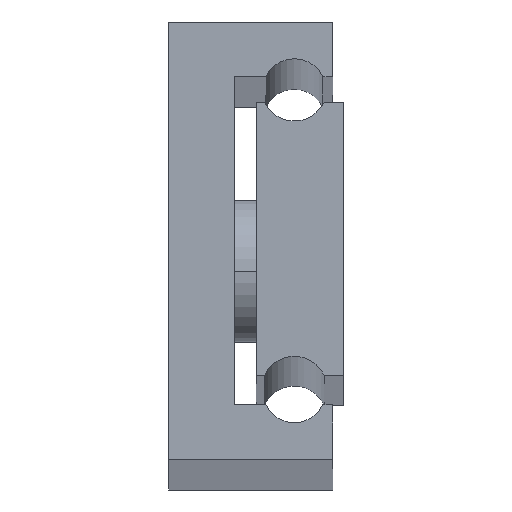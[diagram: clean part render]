
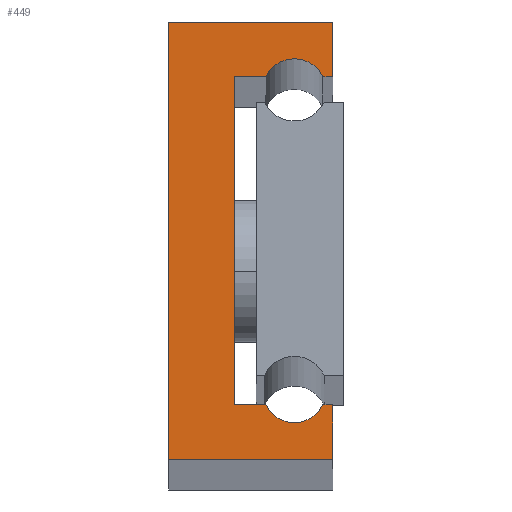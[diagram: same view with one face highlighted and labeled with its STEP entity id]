
A CAD part, top view. The second image highlights one B-rep face of the part: STEP entity #449.
In plain terms, the highlighted planar face has unit normal (0, 0, 1).
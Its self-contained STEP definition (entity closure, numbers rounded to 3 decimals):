
#4 = CARTESIAN_POINT ( 'NONE',  ( 11.5, 6.25, 800. ) ) ;
#14 = CARTESIAN_POINT ( 'NONE',  ( 15., 5., 800. ) ) ;
#18 = LINE ( 'NONE', #1868, #1904 ) ;
#31 = ORIENTED_EDGE ( 'NONE', *, *, #881, .T. ) ;
#70 = CARTESIAN_POINT ( 'NONE',  ( 15., 40., 800. ) ) ;
#75 = CARTESIAN_POINT ( 'NONE',  ( 14.105, 35., 800. ) ) ;
#107 = DIRECTION ( 'NONE',  ( -1., 0., 0. ) ) ;
#115 = LINE ( 'NONE', #1636, #1605 ) ;
#118 = VECTOR ( 'NONE', #952, 1000. ) ;
#122 = VERTEX_POINT ( 'NONE', #607 ) ;
#127 = DIRECTION ( 'NONE',  ( 0., 1., 0. ) ) ;
#138 = CARTESIAN_POINT ( 'NONE',  ( 8.895, 5., 800. ) ) ;
#162 = CARTESIAN_POINT ( 'NONE',  ( 8.895, 35., 800. ) ) ;
#181 = ORIENTED_EDGE ( 'NONE', *, *, #671, .T. ) ;
#187 = CARTESIAN_POINT ( 'NONE',  ( 6., 5., 800. ) ) ;
#191 = LINE ( 'NONE', #14, #1487 ) ;
#199 = CARTESIAN_POINT ( 'NONE',  ( 6., 5., 800. ) ) ;
#204 = VERTEX_POINT ( 'NONE', #993 ) ;
#231 = CARTESIAN_POINT ( 'NONE',  ( 0., 40., 800. ) ) ;
#430 = ORIENTED_EDGE ( 'NONE', *, *, #1714, .T. ) ;
#436 = LINE ( 'NONE', #616, #118 ) ;
#449 = ADVANCED_FACE ( 'NONE', ( #1959 ), #2147, .F. ) ;
#451 = EDGE_CURVE ( 'NONE', #1402, #1894, #2158, .T. ) ;
#469 = CARTESIAN_POINT ( 'NONE',  ( 15., 5., 800. ) ) ;
#472 = DIRECTION ( 'NONE',  ( 1., 0., 0. ) ) ;
#514 = VECTOR ( 'NONE', #1417, 1000. ) ;
#563 = VERTEX_POINT ( 'NONE', #1640 ) ;
#565 = CARTESIAN_POINT ( 'NONE',  ( 11.5, 33.75, 800. ) ) ;
#568 = ORIENTED_EDGE ( 'NONE', *, *, #451, .T. ) ;
#583 = EDGE_CURVE ( 'NONE', #750, #845, #191, .T. ) ;
#589 = AXIS2_PLACEMENT_3D ( 'NONE', #1136, #1335, #998 ) ;
#607 = CARTESIAN_POINT ( 'NONE',  ( 15., 35., 800. ) ) ;
#616 = CARTESIAN_POINT ( 'NONE',  ( 15., 0., 800. ) ) ;
#663 = DIRECTION ( 'NONE',  ( 1., 0., 0. ) ) ;
#671 = EDGE_CURVE ( 'NONE', #845, #1402, #975, .T. ) ;
#703 = DIRECTION ( 'NONE',  ( 0., 1., 0. ) ) ;
#727 = DIRECTION ( 'NONE',  ( 0., 0., -1. ) ) ;
#733 = EDGE_CURVE ( 'NONE', #1394, #750, #436, .T. ) ;
#734 = LINE ( 'NONE', #187, #1217 ) ;
#745 = LINE ( 'NONE', #70, #1969 ) ;
#750 = VERTEX_POINT ( 'NONE', #469 ) ;
#766 = LINE ( 'NONE', #2042, #514 ) ;
#807 = VERTEX_POINT ( 'NONE', #1156 ) ;
#827 = DIRECTION ( 'NONE',  ( 1., 0., 0. ) ) ;
#833 = VERTEX_POINT ( 'NONE', #75 ) ;
#845 = VERTEX_POINT ( 'NONE', #1741 ) ;
#868 = EDGE_CURVE ( 'NONE', #563, #1926, #766, .T. ) ;
#881 = EDGE_CURVE ( 'NONE', #807, #833, #1579, .T. ) ;
#919 = CARTESIAN_POINT ( 'NONE',  ( 15., 40., 800. ) ) ;
#952 = DIRECTION ( 'NONE',  ( 0., 1., 0. ) ) ;
#957 = CARTESIAN_POINT ( 'NONE',  ( 15., 0., 800. ) ) ;
#975 = CIRCLE ( 'NONE', #1249, 2.89 ) ;
#991 = LINE ( 'NONE', #162, #1405 ) ;
#993 = CARTESIAN_POINT ( 'NONE',  ( 6., 35., 800. ) ) ;
#998 = DIRECTION ( 'NONE',  ( -1., 0., 0. ) ) ;
#1067 = EDGE_CURVE ( 'NONE', #1674, #563, #1264, .T. ) ;
#1072 = EDGE_CURVE ( 'NONE', #1926, #1394, #18, .T. ) ;
#1136 = CARTESIAN_POINT ( 'NONE',  ( 11.5, 33.75, 800. ) ) ;
#1156 = CARTESIAN_POINT ( 'NONE',  ( 8.895, 35., 800. ) ) ;
#1179 = DIRECTION ( 'NONE',  ( -1., 0., 0. ) ) ;
#1217 = VECTOR ( 'NONE', #703, 1000. ) ;
#1249 = AXIS2_PLACEMENT_3D ( 'NONE', #4, #727, #1696 ) ;
#1264 = LINE ( 'NONE', #231, #1278 ) ;
#1278 = VECTOR ( 'NONE', #2101, 1000. ) ;
#1335 = DIRECTION ( 'NONE',  ( 0., 0., -1. ) ) ;
#1374 = ORIENTED_EDGE ( 'NONE', *, *, #1067, .T. ) ;
#1394 = VERTEX_POINT ( 'NONE', #957 ) ;
#1402 = VERTEX_POINT ( 'NONE', #1960 ) ;
#1405 = VECTOR ( 'NONE', #472, 1000. ) ;
#1417 = DIRECTION ( 'NONE',  ( 0., -1., 0. ) ) ;
#1440 = EDGE_LOOP ( 'NONE', ( #1991, #1591, #1816, #2104, #181, #568, #1708, #1566, #31, #1707, #430, #1374 ) ) ;
#1487 = VECTOR ( 'NONE', #1179, 1000. ) ;
#1546 = AXIS2_PLACEMENT_3D ( 'NONE', #565, #2087, #1729 ) ;
#1566 = ORIENTED_EDGE ( 'NONE', *, *, #1745, .T. ) ;
#1579 = CIRCLE ( 'NONE', #1546, 2.89 ) ;
#1583 = VECTOR ( 'NONE', #107, 1000. ) ;
#1591 = ORIENTED_EDGE ( 'NONE', *, *, #1072, .T. ) ;
#1605 = VECTOR ( 'NONE', #827, 1000. ) ;
#1636 = CARTESIAN_POINT ( 'NONE',  ( 15., 35., 800. ) ) ;
#1640 = CARTESIAN_POINT ( 'NONE',  ( 0., 40., 800. ) ) ;
#1674 = VERTEX_POINT ( 'NONE', #919 ) ;
#1696 = DIRECTION ( 'NONE',  ( 1., 0., 0. ) ) ;
#1707 = ORIENTED_EDGE ( 'NONE', *, *, #1843, .T. ) ;
#1708 = ORIENTED_EDGE ( 'NONE', *, *, #1915, .T. ) ;
#1714 = EDGE_CURVE ( 'NONE', #122, #1674, #745, .T. ) ;
#1729 = DIRECTION ( 'NONE',  ( -1., 0., 0. ) ) ;
#1741 = CARTESIAN_POINT ( 'NONE',  ( 14.105, 5., 800. ) ) ;
#1745 = EDGE_CURVE ( 'NONE', #204, #807, #991, .T. ) ;
#1816 = ORIENTED_EDGE ( 'NONE', *, *, #733, .T. ) ;
#1843 = EDGE_CURVE ( 'NONE', #833, #122, #115, .T. ) ;
#1868 = CARTESIAN_POINT ( 'NONE',  ( 0., 0., 800. ) ) ;
#1875 = CARTESIAN_POINT ( 'NONE',  ( 0., 0., 800. ) ) ;
#1894 = VERTEX_POINT ( 'NONE', #199 ) ;
#1904 = VECTOR ( 'NONE', #663, 1000. ) ;
#1915 = EDGE_CURVE ( 'NONE', #1894, #204, #734, .T. ) ;
#1926 = VERTEX_POINT ( 'NONE', #1875 ) ;
#1959 = FACE_OUTER_BOUND ( 'NONE', #1440, .T. ) ;
#1960 = CARTESIAN_POINT ( 'NONE',  ( 8.895, 5., 800. ) ) ;
#1969 = VECTOR ( 'NONE', #127, 1000. ) ;
#1991 = ORIENTED_EDGE ( 'NONE', *, *, #868, .T. ) ;
#2042 = CARTESIAN_POINT ( 'NONE',  ( 0., 0., 800. ) ) ;
#2087 = DIRECTION ( 'NONE',  ( 0., 0., -1. ) ) ;
#2101 = DIRECTION ( 'NONE',  ( -1., 0., 0. ) ) ;
#2104 = ORIENTED_EDGE ( 'NONE', *, *, #583, .T. ) ;
#2147 = PLANE ( 'NONE',  #589 ) ;
#2158 = LINE ( 'NONE', #138, #1583 ) ;
